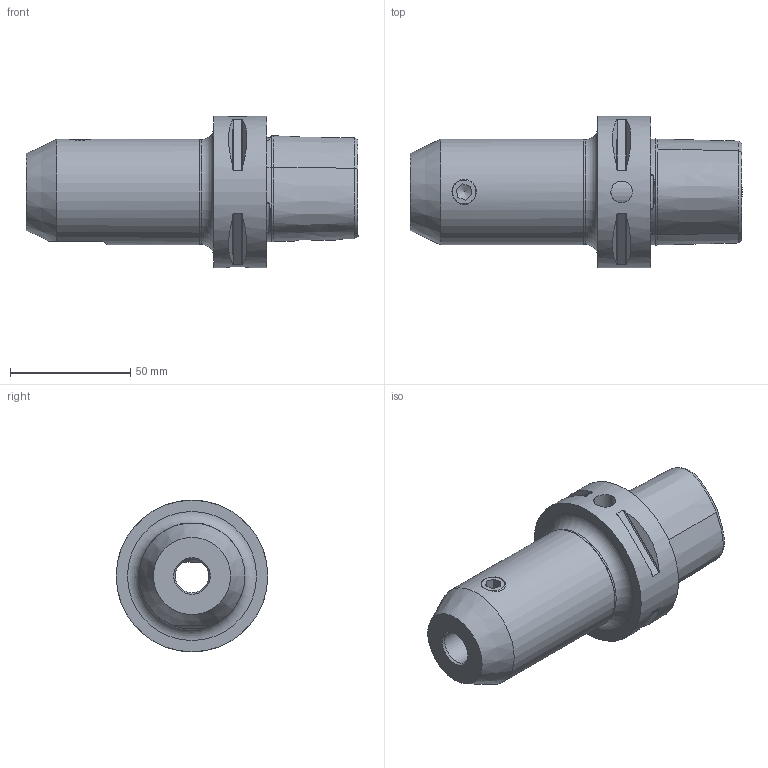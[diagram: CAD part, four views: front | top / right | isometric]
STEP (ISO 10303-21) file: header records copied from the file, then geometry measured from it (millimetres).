
FILE_DESCRIPTION(/* description */ (''),/* implementation_level */ '2;1');
FILE_NAME(/* name */ '06_14_620.stp',/* time_stamp */ '2022-05-30T15:58:53+02:00',/* author */ ('cad'),/* organization */ (''),/* preprocessor_version */ 'ST-DEVELOPER v18.1',/* originating_system */ 'Autodesk Inventor 2021',/* authorisation */ '');
FILE_SCHEMA (('AUTOMOTIVE_DESIGN { 1 0 10303 214 3 1 1 }'));
Length unit declared in the file: inch
Products named in the file (1): 06_14_620_Shrinkwrap_1
Bounding box: 138 x 63 x 63 mm (x, y, z)
Volume: 190773.3 mm3; surface area: 34325.4 mm2
Topology: 1 solids, 1 shells, 108 faces, 301 edges, 205 vertices
Faces by surface type: plane 42, cylinder 27, cone 22, bspline 13, torus 4
Full cylindrical faces by diameter (mm): 5 x1, 8.1 x2, 9 x1, 10 x1, 14 x1, 18.376 x1, 20.3 x1, 28 x2, 32 x1, 43.6 x1, 44 x1, 63 x1
Entity records: 4856 total; most frequent: CARTESIAN_POINT 2018, ORIENTED_EDGE 594, DIRECTION 514, EDGE_CURVE 297, AXIS2_PLACEMENT_3D 216, VERTEX_POINT 205, EDGE_LOOP 126, CIRCLE 111
